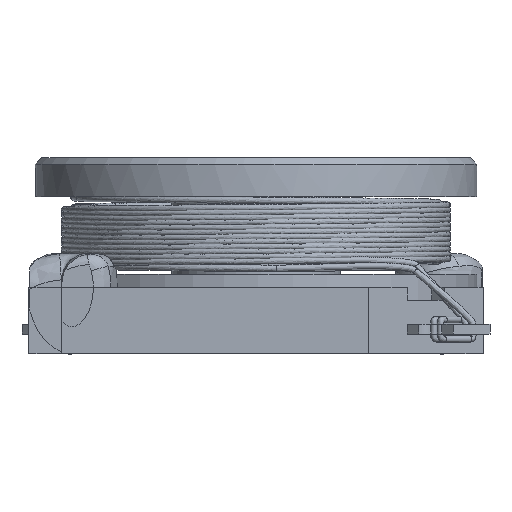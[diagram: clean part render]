
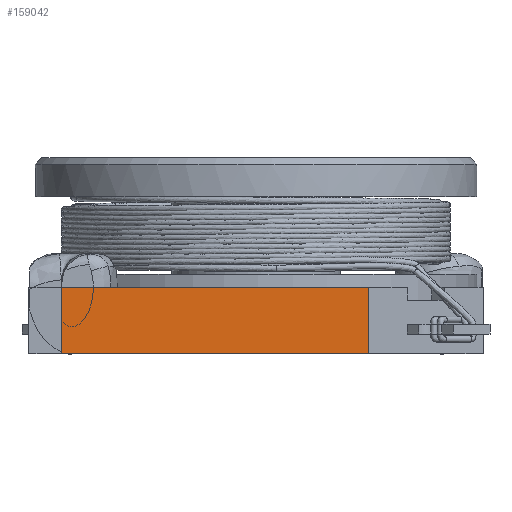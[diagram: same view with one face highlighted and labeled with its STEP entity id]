
A CAD part, front view. The second image highlights one B-rep face of the part: STEP entity #159042.
In plain terms, the highlighted free-form (B-spline) face has degree [1, 1] with [2, 2] control points.
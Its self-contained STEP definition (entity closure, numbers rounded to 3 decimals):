
#159007=CARTESIAN_POINT('',(-3.5,-3.5,0.));
#159008=CARTESIAN_POINT('',(-3.5,-3.5,-1.02));
#159009=CARTESIAN_POINT('',(3.5,-3.5,0.));
#159010=CARTESIAN_POINT('',(3.5,-3.5,-1.02));
#159011=B_SPLINE_SURFACE_WITH_KNOTS('',1,1,((#159007,#159008),(#159009,#159010)),.PLANE_SURF.,.F.,.F.,.U.,(2,2),(2,2),(0.,1.),(0.,1.),.UNSPECIFIED.);
#159012=CARTESIAN_POINT('',(1.733,-3.5,0.));
#159013=VERTEX_POINT('',#159012);
#159014=CARTESIAN_POINT('',(1.733,-3.5,-1.02));
#159015=VERTEX_POINT('',#159014);
#159016=CARTESIAN_POINT('',(1.733,-3.5,0.));
#159017=CARTESIAN_POINT('',(1.733,-3.5,-1.02));
#159018=B_SPLINE_CURVE_WITH_KNOTS('',1,(#159016,#159017),.POLYLINE_FORM.,.F.,.U.,(2,2),(0.,0.442),.UNSPECIFIED.);
#159019=EDGE_CURVE('',#159013,#159015,#159018,.T.);
#159020=ORIENTED_EDGE('',*,*,#159019,.T.);
#159021=CARTESIAN_POINT('',(-3.,-3.5,-1.02));
#159022=VERTEX_POINT('',#159021);
#159023=CARTESIAN_POINT('',(-3.,-3.5,-1.02));
#159024=CARTESIAN_POINT('',(1.733,-3.5,-1.02));
#159025=B_SPLINE_CURVE_WITH_KNOTS('',1,(#159023,#159024),.POLYLINE_FORM.,.F.,.U.,(2,2),(0.071,0.748),.UNSPECIFIED.);
#159026=EDGE_CURVE('',#159022,#159015,#159025,.T.);
#159027=ORIENTED_EDGE('',*,*,#159026,.F.);
#159028=CARTESIAN_POINT('',(-3.,-3.5,0.));
#159029=VERTEX_POINT('',#159028);
#159030=CARTESIAN_POINT('',(-3.,-3.5,-1.02));
#159031=CARTESIAN_POINT('',(-3.,-3.5,0.));
#159032=B_SPLINE_CURVE_WITH_KNOTS('',1,(#159030,#159031),.POLYLINE_FORM.,.F.,.U.,(2,2),(0.445,0.806),.UNSPECIFIED.);
#159033=EDGE_CURVE('',#159022,#159029,#159032,.T.);
#159034=ORIENTED_EDGE('',*,*,#159033,.T.);
#159035=CARTESIAN_POINT('',(-3.,-3.5,0.));
#159036=CARTESIAN_POINT('',(1.733,-3.5,0.));
#159037=B_SPLINE_CURVE_WITH_KNOTS('',1,(#159035,#159036),.POLYLINE_FORM.,.F.,.U.,(2,2),(0.071,0.748),.UNSPECIFIED.);
#159038=EDGE_CURVE('',#159029,#159013,#159037,.T.);
#159039=ORIENTED_EDGE('',*,*,#159038,.T.);
#159040=EDGE_LOOP('',(#159020,#159027,#159034,#159039));
#159041=FACE_OUTER_BOUND('',#159040,.F.);
#159042=ADVANCED_FACE('',(#159041),#159011,.F.);
